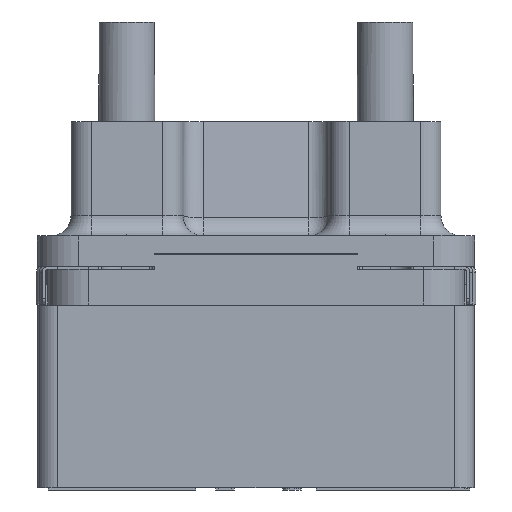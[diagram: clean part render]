
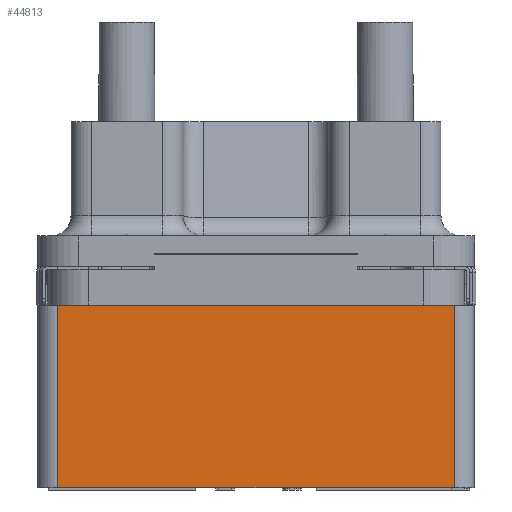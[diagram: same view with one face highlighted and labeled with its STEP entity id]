
A CAD part, left-side view. The second image highlights one B-rep face of the part: STEP entity #44813.
In plain terms, the highlighted planar face has unit normal (-1, 0, 0).
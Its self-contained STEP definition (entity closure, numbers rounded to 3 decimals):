
#1628=DIRECTION('',(0.,-1.,0.));
#1629=VECTOR('',#1628,39.);
#1630=CARTESIAN_POINT('',(-19.5,19.5,-3.8));
#1631=LINE('',#1630,#1629);
#1662=DIRECTION('',(0.,0.,-1.));
#1663=VECTOR('',#1662,18.);
#1664=CARTESIAN_POINT('',(-19.5,19.5,-3.8));
#1665=LINE('',#1664,#1663);
#1666=DIRECTION('',(0.,0.,-1.));
#1667=VECTOR('',#1666,18.);
#1668=CARTESIAN_POINT('',(-19.5,-19.5,-3.8));
#1669=LINE('',#1668,#1667);
#3138=DIRECTION('',(0.,1.,0.));
#3139=VECTOR('',#3138,39.);
#3140=CARTESIAN_POINT('',(-19.5,-19.5,-21.8));
#3141=LINE('',#3140,#3139);
#38789=CARTESIAN_POINT('',(-19.5,-19.5,-21.8));
#38790=CARTESIAN_POINT('',(-19.5,19.5,-21.8));
#38791=VERTEX_POINT('',#38789);
#38792=VERTEX_POINT('',#38790);
#38797=CARTESIAN_POINT('',(-19.5,19.5,-3.8));
#38798=CARTESIAN_POINT('',(-19.5,-19.5,-3.8));
#38799=VERTEX_POINT('',#38797);
#38800=VERTEX_POINT('',#38798);
#44800=CARTESIAN_POINT('',(-19.5,-19.5,-3.8));
#44801=DIRECTION('',(-1.,0.,0.));
#44802=DIRECTION('',(0.,1.,0.));
#44803=AXIS2_PLACEMENT_3D('',#44800,#44801,#44802);
#44804=PLANE('',#44803);
#44805=ORIENTED_EDGE('',*,*,#44765,.T.);
#44807=ORIENTED_EDGE('',*,*,#44806,.T.);
#44809=ORIENTED_EDGE('',*,*,#44808,.T.);
#44810=ORIENTED_EDGE('',*,*,#44791,.F.);
#44811=EDGE_LOOP('',(#44805,#44807,#44809,#44810));
#44812=FACE_OUTER_BOUND('',#44811,.F.);
#44813=ADVANCED_FACE('',(#44812),#44804,.T.);
#44765=EDGE_CURVE('',#38799,#38800,#1631,.T.);
#44791=EDGE_CURVE('',#38799,#38792,#1665,.T.);
#44806=EDGE_CURVE('',#38800,#38791,#1669,.T.);
#44808=EDGE_CURVE('',#38791,#38792,#3141,.T.);
